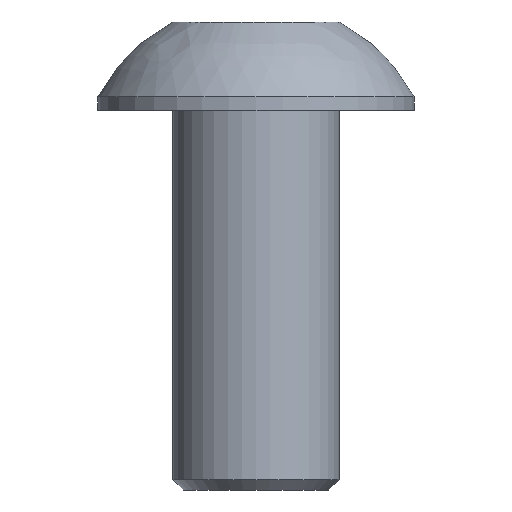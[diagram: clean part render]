
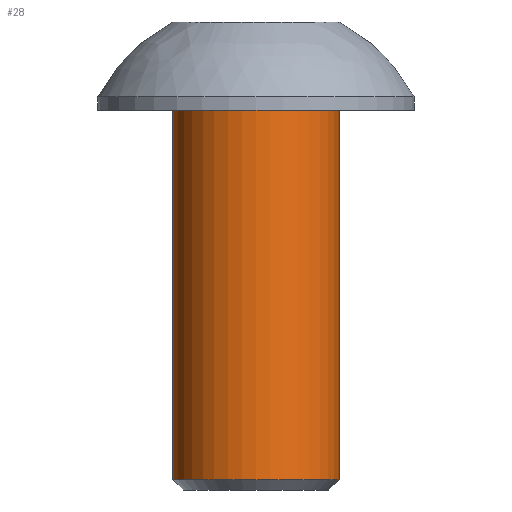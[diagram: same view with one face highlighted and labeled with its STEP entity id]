
A CAD part, left-side view. The second image highlights one B-rep face of the part: STEP entity #28.
In plain terms, the highlighted cylindrical face has radius 2.083 mm (diameter 4.166 mm), a partial arc.
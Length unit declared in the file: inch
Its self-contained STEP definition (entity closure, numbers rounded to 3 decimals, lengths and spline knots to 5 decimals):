
#28 = ADVANCED_FACE ( 'NONE', ( #548 ), #424, .T. ) ;
#44 = CARTESIAN_POINT ( 'NONE',  ( 0., -0.082, 0.37593 ) ) ;
#68 = DIRECTION ( 'NONE',  ( 0., 0., -1. ) ) ;
#97 = AXIS2_PLACEMENT_3D ( 'NONE', #348, #716, #1228 ) ;
#144 = DIRECTION ( 'NONE',  ( 0., 0., -1. ) ) ;
#202 = CARTESIAN_POINT ( 'NONE',  ( 0., 0., 0.144 ) ) ;
#221 = DIRECTION ( 'NONE',  ( 0., -1., 0. ) ) ;
#239 = AXIS2_PLACEMENT_3D ( 'NONE', #202, #1001, #221 ) ;
#291 = VECTOR ( 'NONE', #144, 39.37008 ) ;
#335 = EDGE_CURVE ( 'NONE', #860, #1681, #1100, .T. ) ;
#348 = CARTESIAN_POINT ( 'NONE',  ( 0., 0., -0.221 ) ) ;
#382 = EDGE_CURVE ( 'NONE', #1681, #484, #634, .T. ) ;
#399 = AXIS2_PLACEMENT_3D ( 'NONE', #1060, #1073, #1041 ) ;
#401 = CARTESIAN_POINT ( 'NONE',  ( 0., 0.082, -0.221 ) ) ;
#424 = CYLINDRICAL_SURFACE ( 'NONE', #399, 0.082 ) ;
#484 = VERTEX_POINT ( 'NONE', #401 ) ;
#548 = FACE_OUTER_BOUND ( 'NONE', #604, .T. ) ;
#604 = EDGE_LOOP ( 'NONE', ( #1483, #1184, #1528, #1067 ) ) ;
#621 = VECTOR ( 'NONE', #68, 39.37008 ) ;
#634 = LINE ( 'NONE', #878, #621 ) ;
#716 = DIRECTION ( 'NONE',  ( 0., 0., 1. ) ) ;
#739 = VERTEX_POINT ( 'NONE', #1141 ) ;
#860 = VERTEX_POINT ( 'NONE', #875 ) ;
#875 = CARTESIAN_POINT ( 'NONE',  ( 0., -0.082, 0.144 ) ) ;
#878 = CARTESIAN_POINT ( 'NONE',  ( 0., 0.082, 0.37593 ) ) ;
#913 = EDGE_CURVE ( 'NONE', #860, #739, #1679, .T. ) ;
#1001 = DIRECTION ( 'NONE',  ( 0., 0., -1. ) ) ;
#1041 = DIRECTION ( 'NONE',  ( 0., 1., 0. ) ) ;
#1060 = CARTESIAN_POINT ( 'NONE',  ( 0., 0., 0.37593 ) ) ;
#1067 = ORIENTED_EDGE ( 'NONE', *, *, #1314, .T. ) ;
#1073 = DIRECTION ( 'NONE',  ( 0., 0., -1. ) ) ;
#1100 = CIRCLE ( 'NONE', #239, 0.082 ) ;
#1141 = CARTESIAN_POINT ( 'NONE',  ( 0., -0.082, -0.221 ) ) ;
#1153 = CARTESIAN_POINT ( 'NONE',  ( 0., 0.082, 0.144 ) ) ;
#1184 = ORIENTED_EDGE ( 'NONE', *, *, #335, .T. ) ;
#1228 = DIRECTION ( 'NONE',  ( 0., 1., 0. ) ) ;
#1314 = EDGE_CURVE ( 'NONE', #484, #739, #1373, .T. ) ;
#1373 = CIRCLE ( 'NONE', #97, 0.082 ) ;
#1483 = ORIENTED_EDGE ( 'NONE', *, *, #913, .F. ) ;
#1528 = ORIENTED_EDGE ( 'NONE', *, *, #382, .T. ) ;
#1679 = LINE ( 'NONE', #44, #291 ) ;
#1681 = VERTEX_POINT ( 'NONE', #1153 ) ;
